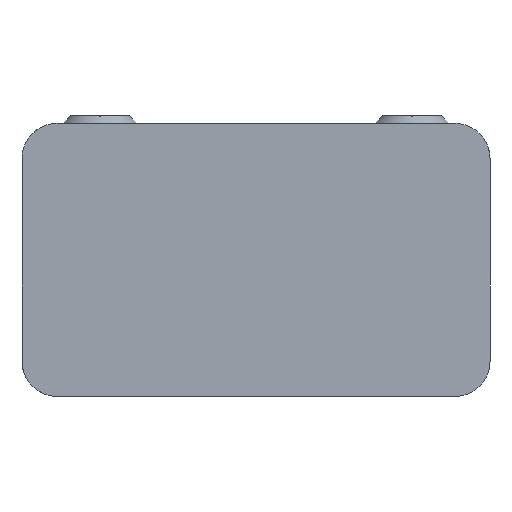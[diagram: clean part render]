
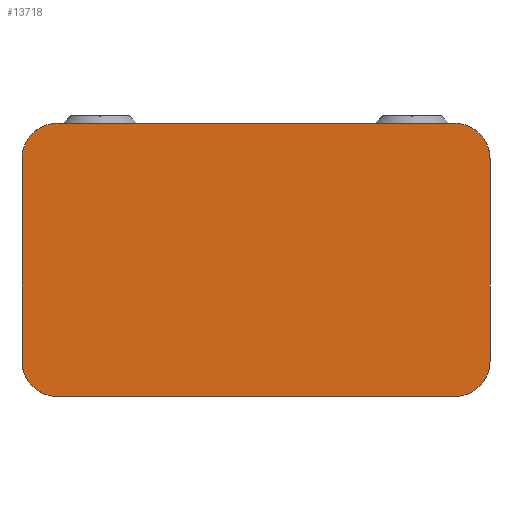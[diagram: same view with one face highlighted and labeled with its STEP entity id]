
A CAD part, front view. The second image highlights one B-rep face of the part: STEP entity #13718.
In plain terms, the highlighted free-form (B-spline) face has degree [1, 1] with [2, 2] control points.
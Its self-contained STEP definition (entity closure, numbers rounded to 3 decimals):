
#3125 = VERTEX_POINT('',#3126);
#3126 = CARTESIAN_POINT('',(-56.999,0.,39.117));
#3131 = EDGE_CURVE('',#3125,#3132,#3134,.T.);
#3132 = VERTEX_POINT('',#3133);
#3133 = CARTESIAN_POINT('',(56.999,0.,39.117));
#3134 = B_SPLINE_CURVE_WITH_KNOTS('',1,(#3135,#3136),.UNSPECIFIED.,.F.,
  .F.,(2,2),(9.,111.),.PIECEWISE_BEZIER_KNOTS.);
#3135 = CARTESIAN_POINT('',(-56.999,0.,39.117));
#3136 = CARTESIAN_POINT('',(56.999,0.,39.117));
#5209 = VERTEX_POINT('',#5210);
#5210 = CARTESIAN_POINT('',(67.058,0.,29.058));
#5215 = EDGE_CURVE('',#5209,#5216,#5218,.T.);
#5216 = VERTEX_POINT('',#5217);
#5217 = CARTESIAN_POINT('',(67.058,0.,-29.058));
#5218 = B_SPLINE_CURVE_WITH_KNOTS('',1,(#5219,#5220),.UNSPECIFIED.,.F.,
  .F.,(2,2),(9.,61.),.PIECEWISE_BEZIER_KNOTS.);
#5219 = CARTESIAN_POINT('',(67.058,0.,29.058));
#5220 = CARTESIAN_POINT('',(67.058,0.,-29.058));
#9755 = VERTEX_POINT('',#9756);
#9756 = CARTESIAN_POINT('',(56.999,0.,-39.117));
#9761 = EDGE_CURVE('',#9755,#9762,#9764,.T.);
#9762 = VERTEX_POINT('',#9763);
#9763 = CARTESIAN_POINT('',(-56.999,0.,-39.117));
#9764 = B_SPLINE_CURVE_WITH_KNOTS('',1,(#9765,#9766),.UNSPECIFIED.,.F.,
  .F.,(2,2),(-111.,-9.),.PIECEWISE_BEZIER_KNOTS.);
#9765 = CARTESIAN_POINT('',(56.999,0.,-39.117));
#9766 = CARTESIAN_POINT('',(-56.999,0.,-39.117));
#12243 = VERTEX_POINT('',#12244);
#12244 = CARTESIAN_POINT('',(-67.058,0.,-29.058));
#12249 = EDGE_CURVE('',#12243,#12250,#12252,.T.);
#12250 = VERTEX_POINT('',#12251);
#12251 = CARTESIAN_POINT('',(-67.058,0.,29.058));
#12252 = B_SPLINE_CURVE_WITH_KNOTS('',1,(#12253,#12254),.UNSPECIFIED.,
  .F.,.F.,(2,2),(-61.,-9.),.PIECEWISE_BEZIER_KNOTS.);
#12253 = CARTESIAN_POINT('',(-67.058,0.,-29.058));
#12254 = CARTESIAN_POINT('',(-67.058,0.,29.058));
#13718 = ADVANCED_FACE('',(#13719),#13749,.T.);
#13719 = FACE_BOUND('',#13720,.T.);
#13720 = EDGE_LOOP('',(#13721,#13722,#13728,#13729,#13735,#13736,#13742,
    #13743));
#13721 = ORIENTED_EDGE('',*,*,#5215,.F.);
#13722 = ORIENTED_EDGE('',*,*,#13723,.T.);
#13723 = EDGE_CURVE('',#5209,#3132,#13724,.T.);
#13724 = ( BOUNDED_CURVE() B_SPLINE_CURVE(2,(#13725,#13726,#13727),
.UNSPECIFIED.,.F.,.F.) B_SPLINE_CURVE_WITH_KNOTS((3,3),(1.571,
3.142),.PIECEWISE_BEZIER_KNOTS.) CURVE() 
GEOMETRIC_REPRESENTATION_ITEM() RATIONAL_B_SPLINE_CURVE((1.,
0.707,1.)) REPRESENTATION_ITEM('') );
#13725 = CARTESIAN_POINT('',(67.058,0.,29.058));
#13726 = CARTESIAN_POINT('',(67.058,0.,39.117));
#13727 = CARTESIAN_POINT('',(56.999,0.,39.117));
#13728 = ORIENTED_EDGE('',*,*,#3131,.F.);
#13729 = ORIENTED_EDGE('',*,*,#13730,.T.);
#13730 = EDGE_CURVE('',#3125,#12250,#13731,.T.);
#13731 = ( BOUNDED_CURVE() B_SPLINE_CURVE(2,(#13732,#13733,#13734),
.UNSPECIFIED.,.F.,.F.) B_SPLINE_CURVE_WITH_KNOTS((3,3),(3.142,
4.712),.PIECEWISE_BEZIER_KNOTS.) CURVE() 
GEOMETRIC_REPRESENTATION_ITEM() RATIONAL_B_SPLINE_CURVE((1.,
0.707,1.)) REPRESENTATION_ITEM('') );
#13732 = CARTESIAN_POINT('',(-56.999,0.,39.117));
#13733 = CARTESIAN_POINT('',(-67.058,0.,39.117));
#13734 = CARTESIAN_POINT('',(-67.058,0.,29.058));
#13735 = ORIENTED_EDGE('',*,*,#12249,.F.);
#13736 = ORIENTED_EDGE('',*,*,#13737,.T.);
#13737 = EDGE_CURVE('',#12243,#9762,#13738,.T.);
#13738 = ( BOUNDED_CURVE() B_SPLINE_CURVE(2,(#13739,#13740,#13741),
.UNSPECIFIED.,.F.,.F.) B_SPLINE_CURVE_WITH_KNOTS((3,3),(4.712,
6.283),.PIECEWISE_BEZIER_KNOTS.) CURVE() 
GEOMETRIC_REPRESENTATION_ITEM() RATIONAL_B_SPLINE_CURVE((1.,
0.707,1.)) REPRESENTATION_ITEM('') );
#13739 = CARTESIAN_POINT('',(-67.058,0.,-29.058));
#13740 = CARTESIAN_POINT('',(-67.058,0.,-39.117));
#13741 = CARTESIAN_POINT('',(-56.999,0.,-39.117));
#13742 = ORIENTED_EDGE('',*,*,#9761,.F.);
#13743 = ORIENTED_EDGE('',*,*,#13744,.T.);
#13744 = EDGE_CURVE('',#9755,#5216,#13745,.T.);
#13745 = ( BOUNDED_CURVE() B_SPLINE_CURVE(2,(#13746,#13747,#13748),
.UNSPECIFIED.,.F.,.F.) B_SPLINE_CURVE_WITH_KNOTS((3,3),(0.,
1.571),.PIECEWISE_BEZIER_KNOTS.) CURVE() 
GEOMETRIC_REPRESENTATION_ITEM() RATIONAL_B_SPLINE_CURVE((1.,
0.707,1.)) REPRESENTATION_ITEM('') );
#13746 = CARTESIAN_POINT('',(56.999,0.,-39.117));
#13747 = CARTESIAN_POINT('',(67.058,0.,-39.117));
#13748 = CARTESIAN_POINT('',(67.058,0.,-29.058));
#13749 = B_SPLINE_SURFACE_WITH_KNOTS('',1,1,(
    (#13750,#13751)
    ,(#13752,#13753
    )),.UNSPECIFIED.,.F.,.F.,.F.,(2,2),(2,2),(-35.,35.),(-60.,60.),
  .PIECEWISE_BEZIER_KNOTS.);
#13750 = CARTESIAN_POINT('',(-67.058,0.,39.117));
#13751 = CARTESIAN_POINT('',(67.058,0.,39.117));
#13752 = CARTESIAN_POINT('',(-67.058,0.,-39.117));
#13753 = CARTESIAN_POINT('',(67.058,0.,-39.117));
